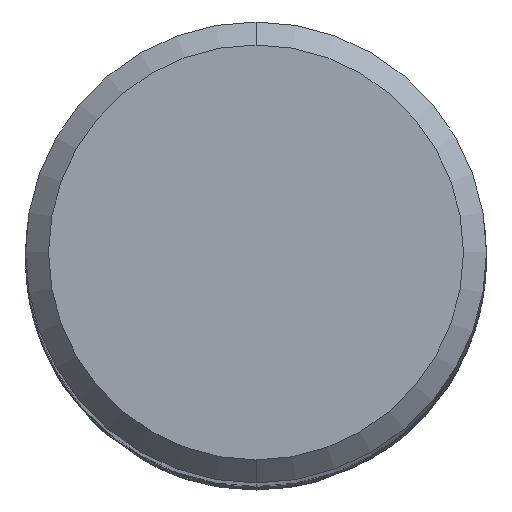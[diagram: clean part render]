
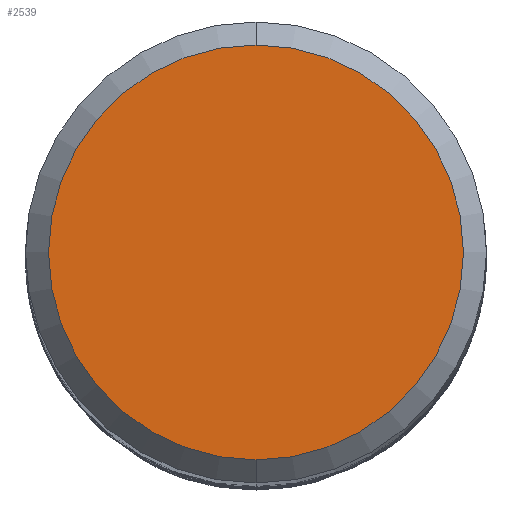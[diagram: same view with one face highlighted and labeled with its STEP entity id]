
A CAD part, top view. The second image highlights one B-rep face of the part: STEP entity #2539.
In plain terms, the highlighted planar face has unit normal (0, 0, 1).
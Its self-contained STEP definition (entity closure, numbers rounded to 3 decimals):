
#1695=EDGE_CURVE('',#2099,#2063,#3857,.T.);
#2063=VERTEX_POINT('',#4266);
#2099=VERTEX_POINT('',#4305);
#2273=EDGE_CURVE('',#2063,#2099,#4492,.T.);
#2539=ADVANCED_FACE('',(#4773),#4774,.T.);
#3857=CIRCLE('',#14806,4.5);
#4266=CARTESIAN_POINT('',(0.0,4.5,0.0));
#4305=CARTESIAN_POINT('',(0.,-4.5,0.0));
#4492=CIRCLE('',#22740,4.5);
#4773=FACE_OUTER_BOUND('',#25087,.T.);
#4774=PLANE('',#25088);
#14806=AXIS2_PLACEMENT_3D('',#35131,#35132,#35133);
#22740=AXIS2_PLACEMENT_3D('',#35882,#35883,#35884);
#25087=EDGE_LOOP('',(#36104,#36105));
#25088=AXIS2_PLACEMENT_3D('',#36106,#36107,#36108);
#35131=CARTESIAN_POINT('',(0.0,0.0,0.0));
#35132=DIRECTION('',(0.0,0.0,-1.0));
#35133=DIRECTION('',(0.0,1.0,0.0));
#35882=CARTESIAN_POINT('',(0.0,0.0,0.0));
#35883=DIRECTION('',(0.0,0.0,-1.0));
#35884=DIRECTION('',(0.0,1.0,0.0));
#36104=ORIENTED_EDGE('',*,*,#2273,.F.);
#36105=ORIENTED_EDGE('',*,*,#1695,.F.);
#36106=CARTESIAN_POINT('',(0.0,2.25,0.0));
#36107=DIRECTION('',(-0.0,0.0,1.0));
#36108=DIRECTION('',(0.0,-1.0,0.0));
